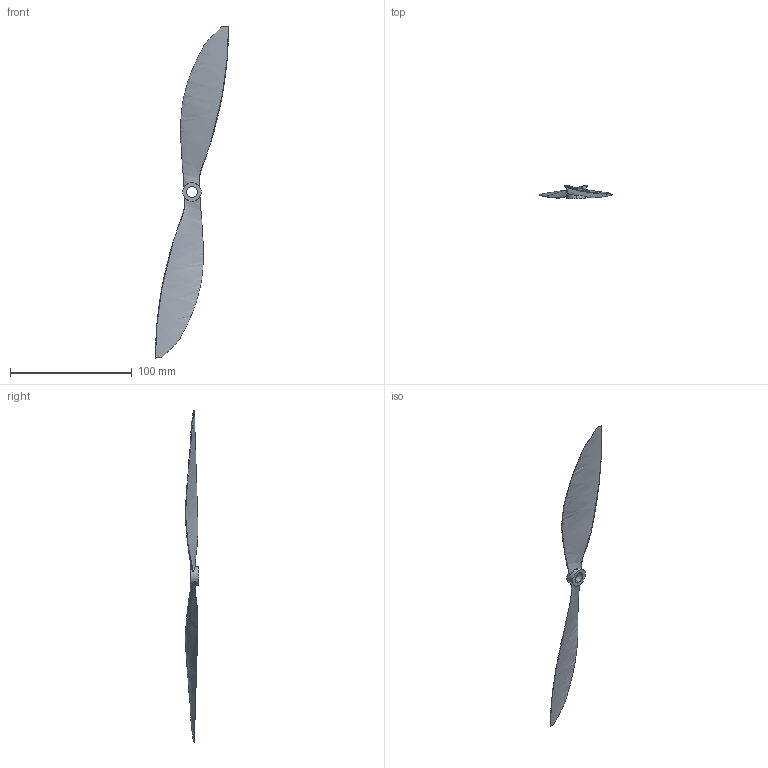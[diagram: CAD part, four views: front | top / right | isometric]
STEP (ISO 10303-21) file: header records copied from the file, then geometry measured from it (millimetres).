
FILE_DESCRIPTION (( 'STEP AP203' ), '1' );
FILE_NAME ('11x4.7_pusher_9mm.STEP', '2013-06-15T00:40:05', ( 'Nathan' ), ( '' ), 'SwSTEP 2.0', 'SolidWorks 2012', '' );
FILE_SCHEMA (( 'CONFIG_CONTROL_DESIGN' ));
Length unit declared in the file: millimetre
Products named in the file (1): 11x4.7_pusher_9mm
Bounding box: 60 x 10.81 x 272.4 mm (x, y, z)
Volume: 8245.3 mm3; surface area: 13433.9 mm2
Topology: 1 solids, 1 shells, 15 faces, 36 edges, 24 vertices
Faces by surface type: cylinder 6, plane 5, bspline 4
Entity records: 6291 total; most frequent: CARTESIAN_POINT 5888, ORIENTED_EDGE 72, DIRECTION 56, EDGE_CURVE 36, AXIS2_PLACEMENT_3D 24, VERTEX_POINT 24, EDGE_LOOP 18, B_SPLINE_CURVE_WITH_KNOTS 16
